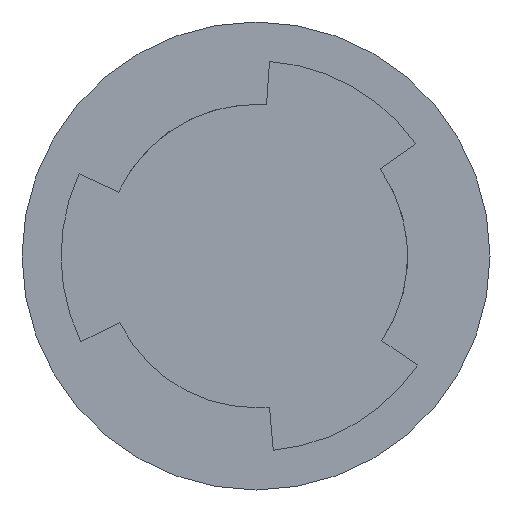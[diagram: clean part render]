
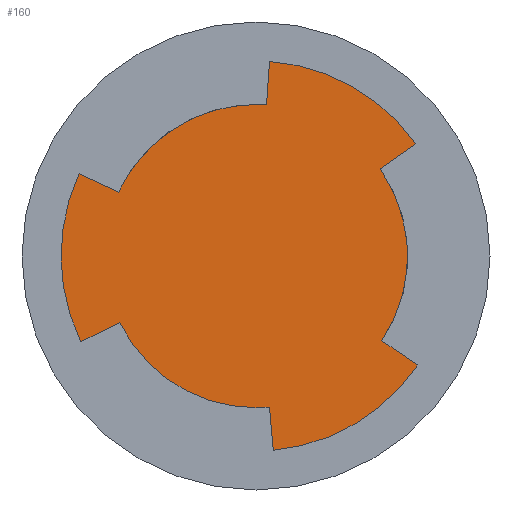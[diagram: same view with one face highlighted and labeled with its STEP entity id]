
A CAD part, front view. The second image highlights one B-rep face of the part: STEP entity #160.
In plain terms, the highlighted planar face has unit normal (0, -1, 0).
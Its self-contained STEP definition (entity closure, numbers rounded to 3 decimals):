
#22 = CARTESIAN_POINT ( 'NONE',  ( 1.554, 20., -17.431 ) ) ;
#27 = VECTOR ( 'NONE', #796, 1000. ) ;
#55 = DIRECTION ( 'NONE',  ( 0.818, 0., 0.575 ) ) ;
#74 = CARTESIAN_POINT ( 'NONE',  ( 14.512, 20., -9.78 ) ) ;
#78 = CARTESIAN_POINT ( 'NONE',  ( 0., 20., 0. ) ) ;
#83 = LINE ( 'NONE', #774, #466 ) ;
#85 = ORIENTED_EDGE ( 'NONE', *, *, #134, .T. ) ;
#100 = CARTESIAN_POINT ( 'NONE',  ( -15.726, 20., -7.678 ) ) ;
#107 = CARTESIAN_POINT ( 'NONE',  ( 18.41, 20., 12.935 ) ) ;
#121 = DIRECTION ( 'NONE',  ( 0., -1., 0. ) ) ;
#124 = AXIS2_PLACEMENT_3D ( 'NONE', #350, #809, #426 ) ;
#129 = VERTEX_POINT ( 'NONE', #441 ) ;
#134 = EDGE_CURVE ( 'NONE', #490, #379, #517, .T. ) ;
#137 = CIRCLE ( 'NONE', #375, 17.5 ) ;
#143 = AXIS2_PLACEMENT_3D ( 'NONE', #330, #797, #248 ) ;
#157 = DIRECTION ( 'NONE',  ( 0., 0., -1. ) ) ;
#160 = ADVANCED_FACE ( 'NONE', ( #988 ), #747, .T. ) ;
#185 = DIRECTION ( 'NONE',  ( 0., 1., 0. ) ) ;
#208 = VERTEX_POINT ( 'NONE', #22 ) ;
#223 = EDGE_CURVE ( 'NONE', #670, #490, #315, .T. ) ;
#248 = DIRECTION ( 'NONE',  ( 0., 0., -1. ) ) ;
#249 = CARTESIAN_POINT ( 'NONE',  ( 1.561, 20., 22.446 ) ) ;
#256 = AXIS2_PLACEMENT_3D ( 'NONE', #353, #121, #822 ) ;
#257 = CARTESIAN_POINT ( 'NONE',  ( -20.407, 20., 9.476 ) ) ;
#266 = AXIS2_PLACEMENT_3D ( 'NONE', #777, #716, #483 ) ;
#270 = CARTESIAN_POINT ( 'NONE',  ( 1.554, 20., -17.431 ) ) ;
#277 = ORIENTED_EDGE ( 'NONE', *, *, #816, .T. ) ;
#291 = EDGE_CURVE ( 'NONE', #305, #690, #573, .T. ) ;
#301 = EDGE_LOOP ( 'NONE', ( #586, #277, #895, #365, #903, #85, #563, #832, #378, #391, #447, #997, #395 ) ) ;
#305 = VERTEX_POINT ( 'NONE', #100 ) ;
#315 = CIRCLE ( 'NONE', #124, 17.5 ) ;
#323 = VECTOR ( 'NONE', #55, 1000. ) ;
#330 = CARTESIAN_POINT ( 'NONE',  ( 0., 20., 0. ) ) ;
#334 = DIRECTION ( 'NONE',  ( 0., 0., -1. ) ) ;
#350 = CARTESIAN_POINT ( 'NONE',  ( 0., 20., 0. ) ) ;
#351 = LINE ( 'NONE', #270, #900 ) ;
#353 = CARTESIAN_POINT ( 'NONE',  ( 0., 20., 0. ) ) ;
#355 = CARTESIAN_POINT ( 'NONE',  ( 0., 20., 0. ) ) ;
#361 = CARTESIAN_POINT ( 'NONE',  ( -15.872, 20., 7.37 ) ) ;
#365 = ORIENTED_EDGE ( 'NONE', *, *, #516, .F. ) ;
#375 = AXIS2_PLACEMENT_3D ( 'NONE', #886, #740, #588 ) ;
#378 = ORIENTED_EDGE ( 'NONE', *, *, #489, .T. ) ;
#379 = VERTEX_POINT ( 'NONE', #257 ) ;
#380 = VERTEX_POINT ( 'NONE', #961 ) ;
#383 = AXIS2_PLACEMENT_3D ( 'NONE', #78, #949, #157 ) ;
#391 = ORIENTED_EDGE ( 'NONE', *, *, #530, .T. ) ;
#395 = ORIENTED_EDGE ( 'NONE', *, *, #1012, .F. ) ;
#426 = DIRECTION ( 'NONE',  ( 0., 0., -1. ) ) ;
#441 = CARTESIAN_POINT ( 'NONE',  ( 14.512, 20., -9.78 ) ) ;
#447 = ORIENTED_EDGE ( 'NONE', *, *, #647, .T. ) ;
#466 = VECTOR ( 'NONE', #854, 1000. ) ;
#474 = EDGE_CURVE ( 'NONE', #690, #379, #481, .T. ) ;
#481 = CIRCLE ( 'NONE', #266, 22.5 ) ;
#483 = DIRECTION ( 'NONE',  ( 0., 0., -1. ) ) ;
#489 = EDGE_CURVE ( 'NONE', #305, #917, #595, .T. ) ;
#490 = VERTEX_POINT ( 'NONE', #709 ) ;
#501 = CIRCLE ( 'NONE', #631, 22.5 ) ;
#509 = VERTEX_POINT ( 'NONE', #786 ) ;
#511 = CIRCLE ( 'NONE', #143, 17.5 ) ;
#516 = EDGE_CURVE ( 'NONE', #670, #999, #83, .T. ) ;
#517 = LINE ( 'NONE', #361, #649 ) ;
#523 = CARTESIAN_POINT ( 'NONE',  ( 1.997, 20., -22.411 ) ) ;
#530 = EDGE_CURVE ( 'NONE', #917, #208, #511, .T. ) ;
#535 = EDGE_CURVE ( 'NONE', #509, #753, #955, .T. ) ;
#561 = CARTESIAN_POINT ( 'NONE',  ( 0., 20., 0. ) ) ;
#563 = ORIENTED_EDGE ( 'NONE', *, *, #474, .F. ) ;
#564 = CARTESIAN_POINT ( 'NONE',  ( -15.726, 20., -7.678 ) ) ;
#573 = LINE ( 'NONE', #564, #27 ) ;
#586 = ORIENTED_EDGE ( 'NONE', *, *, #739, .T. ) ;
#588 = DIRECTION ( 'NONE',  ( 0., 0., -1. ) ) ;
#595 = CIRCLE ( 'NONE', #383, 17.5 ) ;
#599 = DIRECTION ( 'NONE',  ( -0.907, 0., 0.421 ) ) ;
#627 = VECTOR ( 'NONE', #881, 1000. ) ;
#631 = AXIS2_PLACEMENT_3D ( 'NONE', #355, #185, #755 ) ;
#647 = EDGE_CURVE ( 'NONE', #208, #753, #351, .T. ) ;
#649 = VECTOR ( 'NONE', #599, 1000. ) ;
#670 = VERTEX_POINT ( 'NONE', #967 ) ;
#690 = VERTEX_POINT ( 'NONE', #736 ) ;
#694 = VERTEX_POINT ( 'NONE', #107 ) ;
#709 = CARTESIAN_POINT ( 'NONE',  ( -15.872, 20., 7.37 ) ) ;
#716 = DIRECTION ( 'NONE',  ( 0., 1., 0. ) ) ;
#736 = CARTESIAN_POINT ( 'NONE',  ( -20.219, 20., -9.871 ) ) ;
#739 = EDGE_CURVE ( 'NONE', #129, #380, #137, .T. ) ;
#740 = DIRECTION ( 'NONE',  ( 0., -1., 0. ) ) ;
#747 = PLANE ( 'NONE',  #256 ) ;
#753 = VERTEX_POINT ( 'NONE', #523 ) ;
#755 = DIRECTION ( 'NONE',  ( 0., 0., -1. ) ) ;
#768 = EDGE_CURVE ( 'NONE', #999, #694, #501, .T. ) ;
#774 = CARTESIAN_POINT ( 'NONE',  ( 1.214, 20., 17.458 ) ) ;
#777 = CARTESIAN_POINT ( 'NONE',  ( 0., 20., 0. ) ) ;
#786 = CARTESIAN_POINT ( 'NONE',  ( 18.658, 20., -12.575 ) ) ;
#796 = DIRECTION ( 'NONE',  ( -0.899, 0., -0.439 ) ) ;
#797 = DIRECTION ( 'NONE',  ( 0., -1., 0. ) ) ;
#809 = DIRECTION ( 'NONE',  ( 0., -1., 0. ) ) ;
#816 = EDGE_CURVE ( 'NONE', #380, #694, #849, .T. ) ;
#822 = DIRECTION ( 'NONE',  ( 0., 0., -1. ) ) ;
#832 = ORIENTED_EDGE ( 'NONE', *, *, #291, .F. ) ;
#849 = LINE ( 'NONE', #855, #323 ) ;
#854 = DIRECTION ( 'NONE',  ( 0.069, 0., 0.998 ) ) ;
#855 = CARTESIAN_POINT ( 'NONE',  ( 14.319, 20., 10.061 ) ) ;
#860 = LINE ( 'NONE', #74, #627 ) ;
#866 = AXIS2_PLACEMENT_3D ( 'NONE', #561, #869, #334 ) ;
#869 = DIRECTION ( 'NONE',  ( 0., 1., 0. ) ) ;
#881 = DIRECTION ( 'NONE',  ( 0.829, 0., -0.559 ) ) ;
#886 = CARTESIAN_POINT ( 'NONE',  ( 0., 20., 0. ) ) ;
#895 = ORIENTED_EDGE ( 'NONE', *, *, #768, .F. ) ;
#900 = VECTOR ( 'NONE', #963, 1000. ) ;
#903 = ORIENTED_EDGE ( 'NONE', *, *, #223, .T. ) ;
#917 = VERTEX_POINT ( 'NONE', #1010 ) ;
#949 = DIRECTION ( 'NONE',  ( 0., -1., 0. ) ) ;
#955 = CIRCLE ( 'NONE', #866, 22.5 ) ;
#961 = CARTESIAN_POINT ( 'NONE',  ( 14.319, 20., 10.061 ) ) ;
#963 = DIRECTION ( 'NONE',  ( 0.089, 0., -0.996 ) ) ;
#967 = CARTESIAN_POINT ( 'NONE',  ( 1.214, 20., 17.458 ) ) ;
#988 = FACE_OUTER_BOUND ( 'NONE', #301, .T. ) ;
#997 = ORIENTED_EDGE ( 'NONE', *, *, #535, .F. ) ;
#999 = VERTEX_POINT ( 'NONE', #249 ) ;
#1010 = CARTESIAN_POINT ( 'NONE',  ( 0., 20., -17.5 ) ) ;
#1012 = EDGE_CURVE ( 'NONE', #129, #509, #860, .T. ) ;
